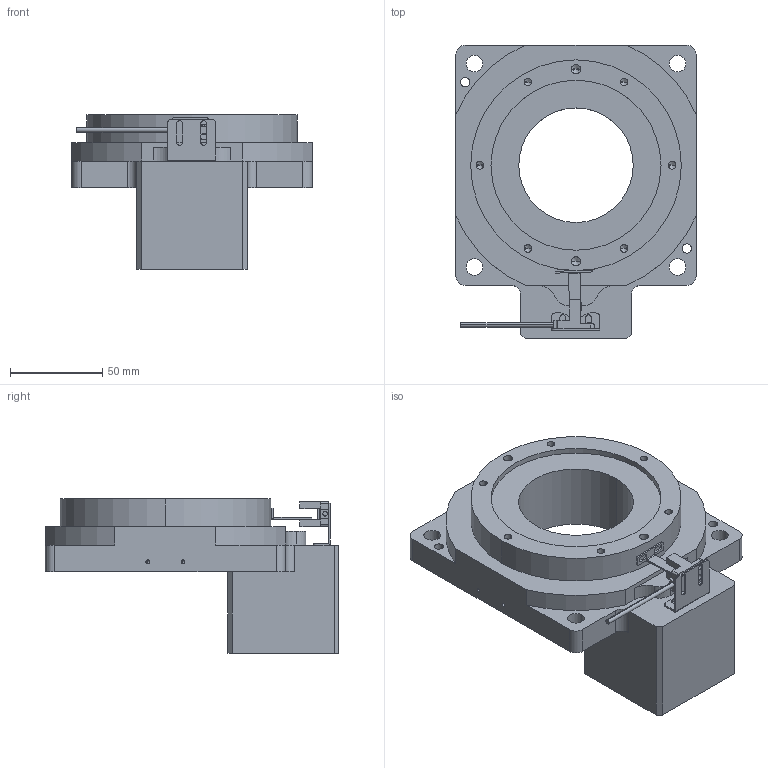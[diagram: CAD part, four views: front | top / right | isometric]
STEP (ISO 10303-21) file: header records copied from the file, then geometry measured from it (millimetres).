
FILE_DESCRIPTION (( 'STEP AP214' ), '1' );
FILE_NAME ('KTN130-10K-14-50-70-M4.STEP', '2022-09-09T07:38:56', ( '' ), ( '' ), 'SwSTEP 2.0', 'SolidWorks 2020', '' );
FILE_SCHEMA (( 'AUTOMOTIVE_DESIGN' ));
Length unit declared in the file: millimetre
Products named in the file (5): KTN130-10K-14-50-70-M4; SX674; 覜茼ん盓殤110.130; 覜茼え1
Assembly tree (4 placements, depth 2):
  KTN130-10K-14-50-70-M4
    KTN130-10K-14-50-70-M4
    SX674
    覜茼え1
    覜茼ん盓殤110.130
Bounding box: 130 x 158.8 x 83.5 mm (x, y, z)
Volume: 582651.9 mm3; surface area: 76583.9 mm2
Topology: 4 solids, 6 shells, 268 faces, 707 edges, 438 vertices
Faces by surface type: cylinder 116, plane 112, cone 40
Entity records: 8336 total; most frequent: DIRECTION 1447, CARTESIAN_POINT 1386, ORIENTED_EDGE 1334, EDGE_CURVE 667, AXIS2_PLACEMENT_3D 507, VERTEX_POINT 438, VECTOR 433, LINE 433
